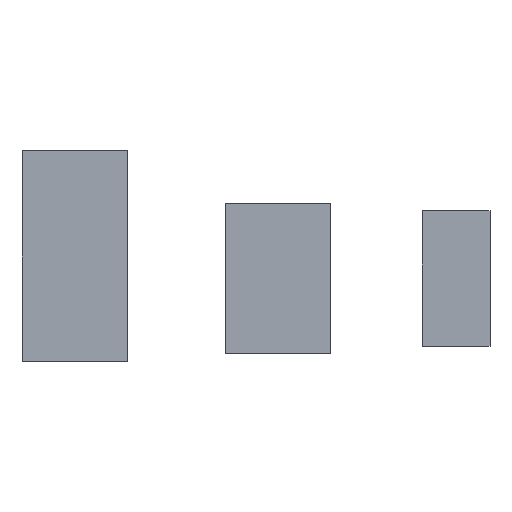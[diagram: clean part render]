
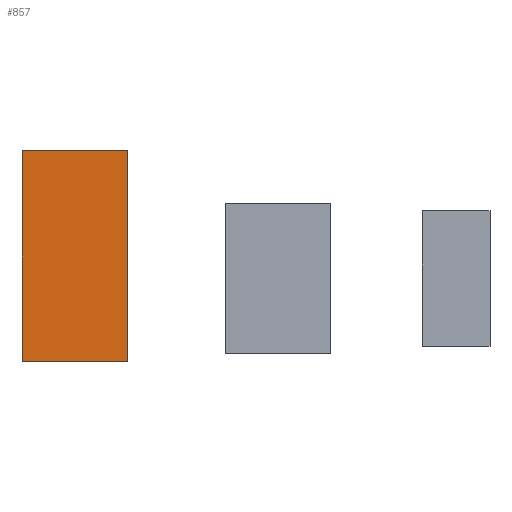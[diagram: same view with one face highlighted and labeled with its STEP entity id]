
A CAD part, top view. The second image highlights one B-rep face of the part: STEP entity #857.
In plain terms, the highlighted planar face has unit normal (0, 0, 1).
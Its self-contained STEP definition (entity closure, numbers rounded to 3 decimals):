
#857=ADVANCED_FACE('',(#1145),#4217,.T.);
#1145=FACE_OUTER_BOUND('',#1433,.T.);
#1433=EDGE_LOOP('',(#2408,#2409,#2410,#2411));
#2408=ORIENTED_EDGE('',*,*,#3254,.T.);
#2409=ORIENTED_EDGE('',*,*,#3258,.T.);
#2410=ORIENTED_EDGE('',*,*,#3261,.T.);
#2411=ORIENTED_EDGE('',*,*,#3263,.T.);
#3254=EDGE_CURVE('',#3975,#3974,#3614,.T.);
#3258=EDGE_CURVE('',#3974,#3977,#3618,.T.);
#3261=EDGE_CURVE('',#3977,#3979,#3621,.T.);
#3263=EDGE_CURVE('',#3979,#3975,#3623,.T.);
#3614=B_SPLINE_CURVE_WITH_KNOTS('',1,(#6676,#6677),.UNSPECIFIED.,.F.,.F.,
(2,2),(0.,700.),.UNSPECIFIED.);
#3618=B_SPLINE_CURVE_WITH_KNOTS('',1,(#6684,#6685),.UNSPECIFIED.,.F.,.F.,
(2,2),(700.,2100.),.UNSPECIFIED.);
#3621=B_SPLINE_CURVE_WITH_KNOTS('',1,(#6690,#6691),.UNSPECIFIED.,.F.,.F.,
(2,2),(2100.,2800.),.UNSPECIFIED.);
#3623=B_SPLINE_CURVE_WITH_KNOTS('',1,(#6694,#6695),.UNSPECIFIED.,.F.,.F.,
(2,2),(2800.,4200.),.UNSPECIFIED.);
#3974=VERTEX_POINT('',#6666);
#3975=VERTEX_POINT('',#6667);
#3977=VERTEX_POINT('',#6669);
#3979=VERTEX_POINT('',#6671);
#4217=PLANE('',#4449);
#4449=AXIS2_PLACEMENT_3D('',#6663,#4596,$);
#4596=DIRECTION('',(0.,0.,1.));
#6663=CARTESIAN_POINT('',(98.684,-2937.023,414.772));
#6666=CARTESIAN_POINT('',(798.684,-2937.023,414.772));
#6667=CARTESIAN_POINT('',(98.684,-2937.023,414.772));
#6669=CARTESIAN_POINT('',(798.684,-1537.023,414.772));
#6671=CARTESIAN_POINT('',(98.684,-1537.023,414.772));
#6676=CARTESIAN_POINT('',(98.684,-2937.023,414.772));
#6677=CARTESIAN_POINT('',(798.684,-2937.023,414.772));
#6684=CARTESIAN_POINT('',(798.684,-2937.023,414.772));
#6685=CARTESIAN_POINT('',(798.684,-1537.023,414.772));
#6690=CARTESIAN_POINT('',(798.684,-1537.023,414.772));
#6691=CARTESIAN_POINT('',(98.684,-1537.023,414.772));
#6694=CARTESIAN_POINT('',(98.684,-1537.023,414.772));
#6695=CARTESIAN_POINT('',(98.684,-2937.023,414.772));
